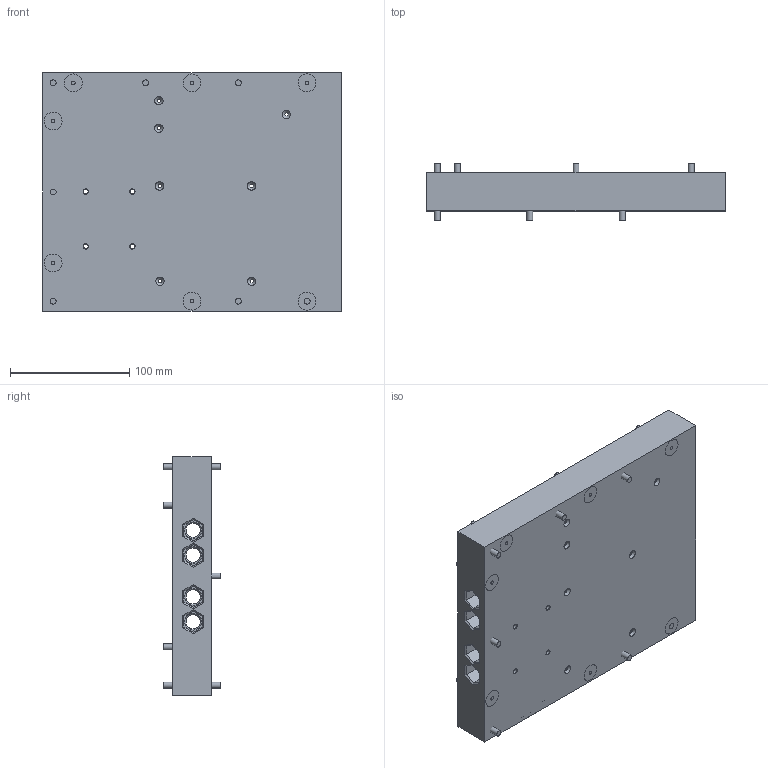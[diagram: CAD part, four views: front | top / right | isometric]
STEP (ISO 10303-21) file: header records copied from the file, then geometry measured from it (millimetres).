
FILE_DESCRIPTION(/* description */ (''),/* implementation_level */ '2;1');
FILE_NAME(/* name */ 'case1.stp',/* time_stamp */ '2026-01-24T15:39:13+01:00',/* author */ ('szymo'),/* organization */ (''),/* preprocessor_version */ 'ST-DEVELOPER v19',/* originating_system */ 'Autodesk Inventor 2023',/* authorisation */ '');
FILE_SCHEMA (('AUTOMOTIVE_DESIGN { 1 0 10303 214 3 1 1 }'));
Length unit declared in the file: millimetre
Products named in the file (3): main'; case1; claw_nut
Assembly tree (14 placements, depth 2):
  main'
    case1
    claw_nut  x13
Bounding box: 250 x 48 x 200 mm (x, y, z)
Volume: 476331.7 mm3; surface area: 170846.4 mm2
Topology: 14 solids, 14 shells, 486 faces, 1226 edges, 795 vertices
Faces by surface type: plane 380, cylinder 82, cone 22, bspline 2
Full cylindrical faces by diameter (mm): 1 x6, 3 x13, 3.6 x8, 4 x6, 4.5 x6, 5 x14, 12 x4, 15 x14, 20 x1
Entity records: 7224 total; most frequent: CARTESIAN_POINT 1238, DIRECTION 1219, ORIENTED_EDGE 1156, EDGE_CURVE 578, LINE 423, VECTOR 423, AXIS2_PLACEMENT_3D 398, VERTEX_POINT 363
